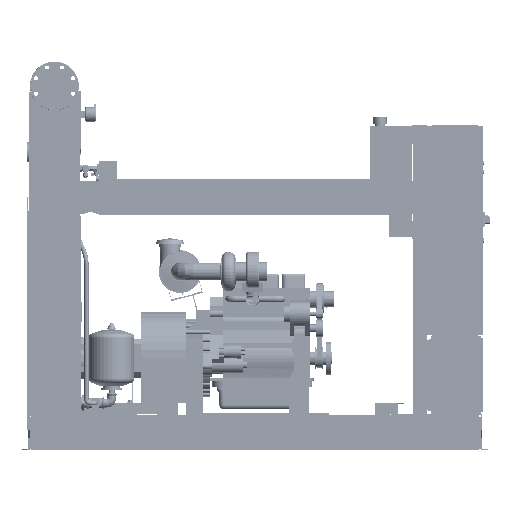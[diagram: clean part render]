
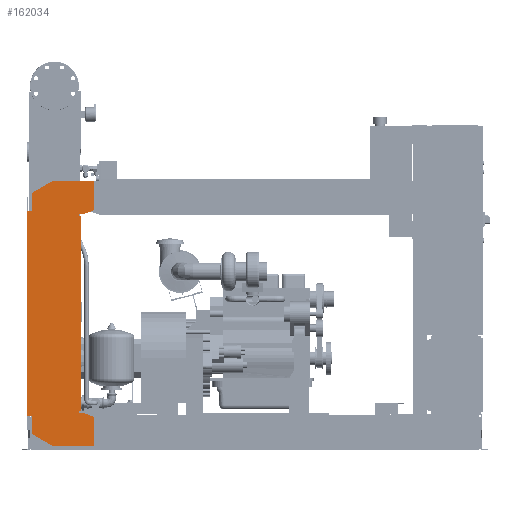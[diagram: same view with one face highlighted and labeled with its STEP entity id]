
A CAD part, front view. The second image highlights one B-rep face of the part: STEP entity #162034.
In plain terms, the highlighted free-form (B-spline) face has degree [1, 1] with [2, 2] control points.
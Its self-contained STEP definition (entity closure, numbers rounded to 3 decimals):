
#161519=CARTESIAN_POINT('',(-102.0,-463.5,1076.0));
#161520=VERTEX_POINT('',#161519);
#161527=CARTESIAN_POINT('',(-102.0,-463.5,1158.574));
#161528=VERTEX_POINT('',#161527);
#161529=CARTESIAN_POINT('',(-102.0,-463.5,1076.0));
#161530=DIRECTION('',(0.0,0.0,1.0));
#161531=VECTOR('',#161530,82.574);
#161532=LINE('',#161529,#161531);
#161533=EDGE_CURVE('',#161520,#161528,#161532,.T.);
#161551=CARTESIAN_POINT('',(-6.,-463.5,1214.0));
#161552=VERTEX_POINT('',#161551);
#161553=CARTESIAN_POINT('',(-102.0,-463.5,1158.574));
#161554=DIRECTION('',(0.866,0.0,0.5));
#161555=VECTOR('',#161554,110.851);
#161556=LINE('',#161553,#161555);
#161557=EDGE_CURVE('',#161528,#161552,#161556,.T.);
#161575=CARTESIAN_POINT('',(177.0,-463.5,1214.0));
#161576=VERTEX_POINT('',#161575);
#161577=CARTESIAN_POINT('',(-6.,-463.5,1214.0));
#161578=DIRECTION('',(1.0,0.0,0.0));
#161579=VECTOR('',#161578,183.0);
#161580=LINE('',#161577,#161579);
#161581=EDGE_CURVE('',#161552,#161576,#161580,.T.);
#161599=CARTESIAN_POINT('',(177.0,-463.5,1080.379));
#161600=VERTEX_POINT('',#161599);
#161601=CARTESIAN_POINT('',(177.0,-463.5,1214.0));
#161602=DIRECTION('',(0.0,0.0,-1.0));
#161603=VECTOR('',#161602,133.621);
#161604=LINE('',#161601,#161603);
#161605=EDGE_CURVE('',#161576,#161600,#161604,.T.);
#161623=CARTESIAN_POINT('',(132.,-463.5,1064.0));
#161624=VERTEX_POINT('',#161623);
#161625=CARTESIAN_POINT('',(177.0,-463.5,1080.379));
#161626=DIRECTION('',(-0.94,0.0,-0.342));
#161627=VECTOR('',#161626,47.888);
#161628=LINE('',#161625,#161627);
#161629=EDGE_CURVE('',#161600,#161624,#161628,.T.);
#161647=CARTESIAN_POINT('',(112.0,-463.5,1064.0));
#161648=VERTEX_POINT('',#161647);
#161649=CARTESIAN_POINT('',(132.,-463.5,1064.0));
#161650=DIRECTION('',(-1.0,0.0,0.0));
#161651=VECTOR('',#161650,20.);
#161652=LINE('',#161649,#161651);
#161653=EDGE_CURVE('',#161624,#161648,#161652,.T.);
#161671=CARTESIAN_POINT('',(112.0,-463.5,1056.0));
#161672=VERTEX_POINT('',#161671);
#161673=CARTESIAN_POINT('',(112.0,-463.5,1064.0));
#161674=DIRECTION('',(0.0,0.0,-1.0));
#161675=VECTOR('',#161674,8.0);
#161676=LINE('',#161673,#161675);
#161677=EDGE_CURVE('',#161648,#161672,#161676,.T.);
#161695=CARTESIAN_POINT('',(120.,-463.5,1056.0));
#161696=VERTEX_POINT('',#161695);
#161697=CARTESIAN_POINT('',(112.0,-463.5,1056.0));
#161698=DIRECTION('',(1.0,0.0,0.0));
#161699=VECTOR('',#161698,8.);
#161700=LINE('',#161697,#161699);
#161701=EDGE_CURVE('',#161672,#161696,#161700,.T.);
#161719=CARTESIAN_POINT('',(120.,-463.5,176.));
#161720=VERTEX_POINT('',#161719);
#161731=CARTESIAN_POINT('',(120.,-463.5,1056.0));
#161732=DIRECTION('',(0.0,0.0,-1.0));
#161733=VECTOR('',#161732,880.);
#161734=LINE('',#161731,#161733);
#161735=EDGE_CURVE('',#161696,#161720,#161734,.T.);
#161749=CARTESIAN_POINT('',(112.,-463.5,176.));
#161750=VERTEX_POINT('',#161749);
#161751=CARTESIAN_POINT('',(120.,-463.5,176.));
#161752=DIRECTION('',(-1.0,0.0,0.0));
#161753=VECTOR('',#161752,8.);
#161754=LINE('',#161751,#161753);
#161755=EDGE_CURVE('',#161720,#161750,#161754,.T.);
#161773=CARTESIAN_POINT('',(112.,-463.5,168.));
#161774=VERTEX_POINT('',#161773);
#161775=CARTESIAN_POINT('',(112.,-463.5,176.));
#161776=DIRECTION('',(0.0,0.0,-1.0));
#161777=VECTOR('',#161776,8.0);
#161778=LINE('',#161775,#161777);
#161779=EDGE_CURVE('',#161750,#161774,#161778,.T.);
#161797=CARTESIAN_POINT('',(132.,-463.5,168.));
#161798=VERTEX_POINT('',#161797);
#161799=CARTESIAN_POINT('',(112.,-463.5,168.));
#161800=DIRECTION('',(1.0,0.0,0.0));
#161801=VECTOR('',#161800,20.0);
#161802=LINE('',#161799,#161801);
#161803=EDGE_CURVE('',#161774,#161798,#161802,.T.);
#161821=CARTESIAN_POINT('',(177.,-463.5,151.621));
#161822=VERTEX_POINT('',#161821);
#161823=CARTESIAN_POINT('',(132.,-463.5,168.));
#161824=DIRECTION('',(0.94,0.0,-0.342));
#161825=VECTOR('',#161824,47.888);
#161826=LINE('',#161823,#161825);
#161827=EDGE_CURVE('',#161798,#161822,#161826,.T.);
#161845=CARTESIAN_POINT('',(177.,-463.5,18.0));
#161846=VERTEX_POINT('',#161845);
#161847=CARTESIAN_POINT('',(177.,-463.5,151.621));
#161848=DIRECTION('',(0.0,0.0,-1.0));
#161849=VECTOR('',#161848,133.621);
#161850=LINE('',#161847,#161849);
#161851=EDGE_CURVE('',#161822,#161846,#161850,.T.);
#161869=CARTESIAN_POINT('',(-4.,-463.5,18.0));
#161870=VERTEX_POINT('',#161869);
#161871=CARTESIAN_POINT('',(177.,-463.5,18.0));
#161872=DIRECTION('',(-1.0,0.0,0.0));
#161873=VECTOR('',#161872,181.);
#161874=LINE('',#161871,#161873);
#161875=EDGE_CURVE('',#161846,#161870,#161874,.T.);
#161893=CARTESIAN_POINT('',(-102.,-463.5,74.58));
#161894=VERTEX_POINT('',#161893);
#161895=CARTESIAN_POINT('',(-4.,-463.5,18.0));
#161896=DIRECTION('',(-0.866,0.,0.5));
#161897=VECTOR('',#161896,113.161);
#161898=LINE('',#161895,#161897);
#161899=EDGE_CURVE('',#161870,#161894,#161898,.T.);
#161917=CARTESIAN_POINT('',(-102.,-463.5,156.0));
#161918=VERTEX_POINT('',#161917);
#161919=CARTESIAN_POINT('',(-102.,-463.5,74.58));
#161920=DIRECTION('',(0.0,0.0,1.0));
#161921=VECTOR('',#161920,81.42);
#161922=LINE('',#161919,#161921);
#161923=EDGE_CURVE('',#161894,#161918,#161922,.T.);
#161941=CARTESIAN_POINT('',(-122.,-463.5,156.0));
#161942=VERTEX_POINT('',#161941);
#161943=CARTESIAN_POINT('',(-102.,-463.5,156.0));
#161944=DIRECTION('',(-1.0,0.0,0.0));
#161945=VECTOR('',#161944,20.0);
#161946=LINE('',#161943,#161945);
#161947=EDGE_CURVE('',#161918,#161942,#161946,.T.);
#161965=CARTESIAN_POINT('',(-122.0,-463.5,1076.0));
#161966=VERTEX_POINT('',#161965);
#161979=CARTESIAN_POINT('',(-122.,-463.5,156.0));
#161980=DIRECTION('',(0.0,0.0,1.0));
#161981=VECTOR('',#161980,920.0);
#161982=LINE('',#161979,#161981);
#161983=EDGE_CURVE('',#161942,#161966,#161982,.T.);
#161997=CARTESIAN_POINT('',(-122.0,-463.5,1076.0));
#161998=DIRECTION('',(1.0,0.0,0.0));
#161999=VECTOR('',#161998,20.0);
#162000=LINE('',#161997,#161999);
#162001=EDGE_CURVE('',#161966,#161520,#162000,.T.);
#162007=CARTESIAN_POINT('',(-122.,-463.5,18.0));
#162008=CARTESIAN_POINT('',(177.0,-463.5,18.0));
#162009=CARTESIAN_POINT('',(-122.,-463.5,1214.0));
#162010=CARTESIAN_POINT('',(177.0,-463.5,1214.0));
#162011=B_SPLINE_SURFACE_WITH_KNOTS('',1,1,((#162007,#162009),(#162008,#162010)),.UNSPECIFIED.,.F.,.F.,.U.,(2,2),(2,2),(0.0,299.),(0.0,1196.0),.UNSPECIFIED.);
#162012=ORIENTED_EDGE('',*,*,#162001,.F.);
#162013=ORIENTED_EDGE('',*,*,#161983,.F.);
#162014=ORIENTED_EDGE('',*,*,#161947,.F.);
#162015=ORIENTED_EDGE('',*,*,#161923,.F.);
#162016=ORIENTED_EDGE('',*,*,#161899,.F.);
#162017=ORIENTED_EDGE('',*,*,#161875,.F.);
#162018=ORIENTED_EDGE('',*,*,#161851,.F.);
#162019=ORIENTED_EDGE('',*,*,#161827,.F.);
#162020=ORIENTED_EDGE('',*,*,#161803,.F.);
#162021=ORIENTED_EDGE('',*,*,#161779,.F.);
#162022=ORIENTED_EDGE('',*,*,#161755,.F.);
#162023=ORIENTED_EDGE('',*,*,#161735,.F.);
#162024=ORIENTED_EDGE('',*,*,#161701,.F.);
#162025=ORIENTED_EDGE('',*,*,#161677,.F.);
#162026=ORIENTED_EDGE('',*,*,#161653,.F.);
#162027=ORIENTED_EDGE('',*,*,#161629,.F.);
#162028=ORIENTED_EDGE('',*,*,#161605,.F.);
#162029=ORIENTED_EDGE('',*,*,#161581,.F.);
#162030=ORIENTED_EDGE('',*,*,#161557,.F.);
#162031=ORIENTED_EDGE('',*,*,#161533,.F.);
#162032=EDGE_LOOP('',(#162012,#162013,#162014,#162015,#162016,#162017,#162018,#162019,#162020,#162021,#162022,#162023,#162024,#162025,#162026,#162027,#162028,#162029,#162030,#162031));
#162033=FACE_OUTER_BOUND('',#162032,.T.);
#162034=ADVANCED_FACE('',(#162033),#162011,.T.);
